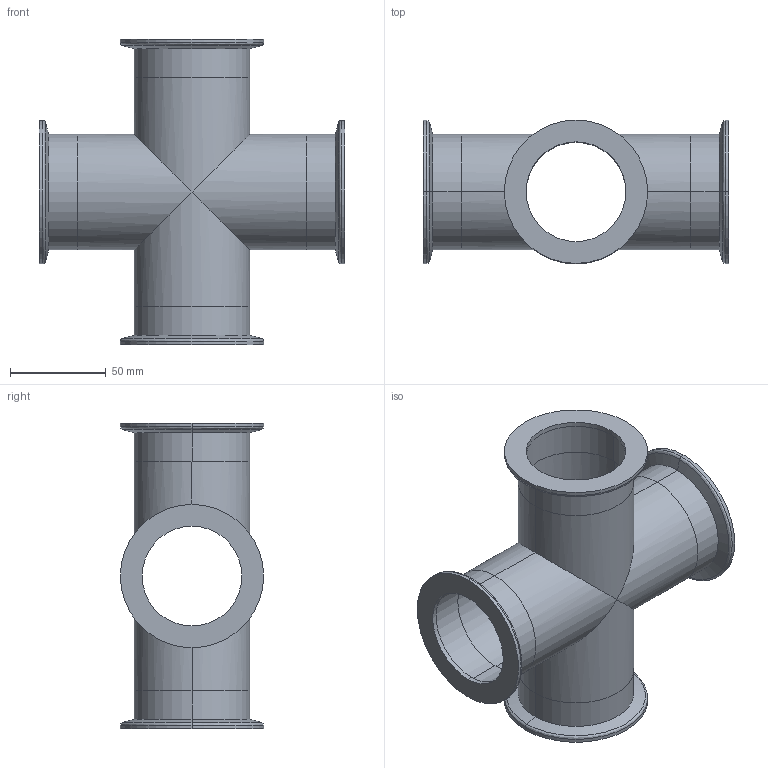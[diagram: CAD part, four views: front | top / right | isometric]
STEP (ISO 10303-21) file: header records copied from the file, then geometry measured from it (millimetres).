
FILE_DESCRIPTION( (''), '2;1');
FILE_NAME ('CAD714.1596.VP8050_15482.stp','2016-04-22T10:30:21',(''),(''),'spGate 11.3.9','spGate','');
FILE_SCHEMA (('AUTOMOTIVE_DESIGN'));
Length unit declared in the file: millimetre
Products named in the file (5): Assembly; VP8050-1; VP3050; VP3050_mr; VP3050_mr-1
Assembly tree (5 placements, depth 2):
  Assembly
    VP8050-1
    VP3050  x2
    VP3050_mr
    VP3050_mr-1
Bounding box: 160 x 75 x 160 mm (x, y, z)
Volume: 127220.4 mm3; surface area: 108414 mm2
Topology: 5 solids, 5 shells, 80 faces, 168 edges, 100 vertices
Faces by surface type: cylinder 48, plane 16, bspline 16
Entity records: 3158 total; most frequent: CARTESIAN_POINT 584, ORIENTED_EDGE 276, DIRECTION 268, COLOUR_RGB 207, PRESENTATION_STYLE_ASSIGNMENT 207, STYLED_ITEM 207, EDGE_CURVE 138, DRAUGHTING_PRE_DEFINED_CURVE_FONT 138
